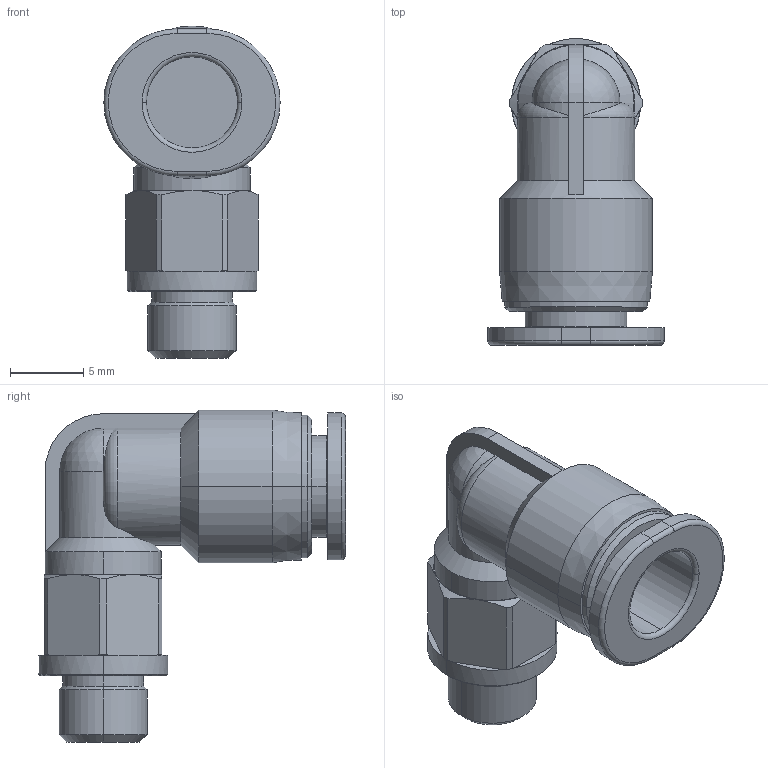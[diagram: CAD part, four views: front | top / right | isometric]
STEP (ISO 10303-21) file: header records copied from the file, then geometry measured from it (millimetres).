
FILE_DESCRIPTION((''),'2;1');
FILE_NAME('PL06M6C-mdt.stp','2017-07-24T14:47:15',(''),(''),'Mechanical Desktop 2009','Mechanical Desktop 2009',', , ');
FILE_SCHEMA(('CONFIG_CONTROL_DESIGN'));
Length unit declared in the file: millimetre
Products named in the file (5): PL06M6C-MDTA; PL06M6C-MDT; NLM6C; NLM5C; COLLAR-L06C
Assembly tree (4 placements, depth 2):
  PL06M6C-MDTA
    PL06M6C-MDT
    NLM6C
    NLM5C
    COLLAR-L06C
Bounding box: 12 x 20.9 x 22.6 mm (x, y, z)
Volume: 1501.8 mm3; surface area: 1434.2 mm2
Topology: 1 solids, 1 shells, 106 faces, 246 edges, 149 vertices
Faces by surface type: plane 35, cylinder 34, cone 25, torus 6, bspline 4, sphere 2
Entity records: 3377 total; most frequent: CARTESIAN_POINT 857, DIRECTION 534, ORIENTED_EDGE 492, EDGE_CURVE 246, AXIS2_PLACEMENT_3D 225, VERTEX_POINT 149, CIRCLE 118, EDGE_LOOP 113
